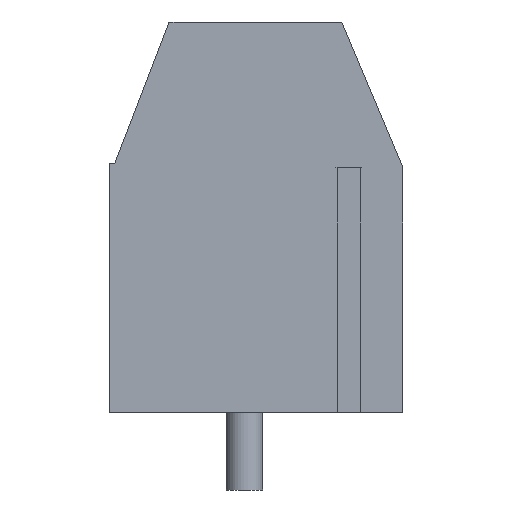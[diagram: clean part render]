
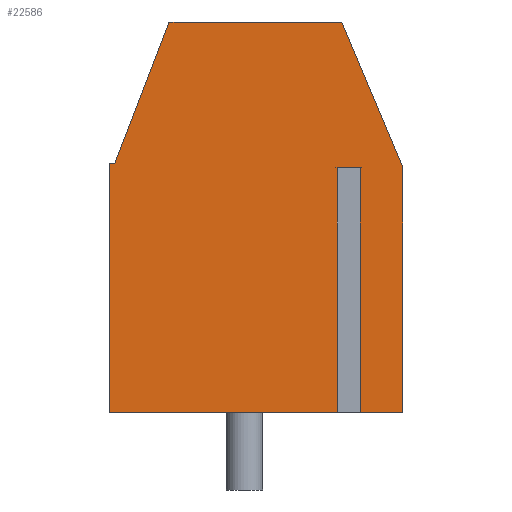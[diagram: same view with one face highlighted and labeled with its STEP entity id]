
A CAD part, front view. The second image highlights one B-rep face of the part: STEP entity #22586.
In plain terms, the highlighted planar face has unit normal (0, -1, 0).
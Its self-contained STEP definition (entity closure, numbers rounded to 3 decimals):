
#74 = CARTESIAN_POINT ( 'NONE',  ( 4.1, -27.5, 0. ) ) ;
#386 = ORIENTED_EDGE ( 'NONE', *, *, #4760, .T. ) ;
#535 = VERTEX_POINT ( 'NONE', #6304 ) ;
#868 = CARTESIAN_POINT ( 'NONE',  ( 2.395, -27.5, 6.33 ) ) ;
#902 = VECTOR ( 'NONE', #6664, 1000. ) ;
#1335 = EDGE_CURVE ( 'NONE', #8882, #18472, #12578, .T. ) ;
#1432 = VERTEX_POINT ( 'NONE', #15040 ) ;
#1486 = DIRECTION ( 'NONE',  ( -0.387, 0., 0.922 ) ) ;
#1614 = CARTESIAN_POINT ( 'NONE',  ( 2.52, -27.5, 10.1 ) ) ;
#1687 = VECTOR ( 'NONE', #5457, 1000. ) ;
#2060 = LINE ( 'NONE', #15400, #2219 ) ;
#2132 = VECTOR ( 'NONE', #1486, 1000. ) ;
#2219 = VECTOR ( 'NONE', #18990, 1000. ) ;
#2293 = CARTESIAN_POINT ( 'NONE',  ( -3.354, -27.5, 6.45 ) ) ;
#3325 = VECTOR ( 'NONE', #10539, 1000. ) ;
#3485 = EDGE_CURVE ( 'NONE', #7504, #15352, #2060, .T. ) ;
#3896 = CARTESIAN_POINT ( 'NONE',  ( 2.995, -27.5, 6.33 ) ) ;
#4150 = CARTESIAN_POINT ( 'NONE',  ( -1.95, -27.5, 10.1 ) ) ;
#4390 = VECTOR ( 'NONE', #8809, 1000. ) ;
#4705 = DIRECTION ( 'NONE',  ( 1., 0., 0. ) ) ;
#4760 = EDGE_CURVE ( 'NONE', #7486, #21813, #21734, .T. ) ;
#4923 = CARTESIAN_POINT ( 'NONE',  ( 0., -27.5, 6.33 ) ) ;
#4936 = CARTESIAN_POINT ( 'NONE',  ( 4.1, -27.5, 10.1 ) ) ;
#4952 = DIRECTION ( 'NONE',  ( -0.359, 0., -0.933 ) ) ;
#5426 = ORIENTED_EDGE ( 'NONE', *, *, #11408, .F. ) ;
#5457 = DIRECTION ( 'NONE',  ( 1., 0., 0. ) ) ;
#5622 = PLANE ( 'NONE',  #22777 ) ;
#5842 = CARTESIAN_POINT ( 'NONE',  ( -3.5, -27.5, 6.45 ) ) ;
#5940 = EDGE_CURVE ( 'NONE', #6211, #535, #17948, .T. ) ;
#5993 = FACE_OUTER_BOUND ( 'NONE', #19867, .T. ) ;
#6138 = ORIENTED_EDGE ( 'NONE', *, *, #22879, .F. ) ;
#6211 = VERTEX_POINT ( 'NONE', #13821 ) ;
#6304 = CARTESIAN_POINT ( 'NONE',  ( 2.395, -27.5, 0. ) ) ;
#6587 = LINE ( 'NONE', #21810, #10481 ) ;
#6664 = DIRECTION ( 'NONE',  ( -1., 0., 0. ) ) ;
#6752 = LINE ( 'NONE', #21856, #3325 ) ;
#6943 = VERTEX_POINT ( 'NONE', #8123 ) ;
#7486 = VERTEX_POINT ( 'NONE', #19333 ) ;
#7504 = VERTEX_POINT ( 'NONE', #3896 ) ;
#7814 = ORIENTED_EDGE ( 'NONE', *, *, #15278, .T. ) ;
#8007 = ORIENTED_EDGE ( 'NONE', *, *, #1335, .T. ) ;
#8123 = CARTESIAN_POINT ( 'NONE',  ( 4.1, -27.5, 6.33 ) ) ;
#8809 = DIRECTION ( 'NONE',  ( 0., 0., -1. ) ) ;
#8882 = VERTEX_POINT ( 'NONE', #4150 ) ;
#9739 = LINE ( 'NONE', #5842, #14075 ) ;
#10456 = EDGE_CURVE ( 'NONE', #6943, #17060, #14296, .T. ) ;
#10481 = VECTOR ( 'NONE', #4705, 1000. ) ;
#10539 = DIRECTION ( 'NONE',  ( 1., 0., 0. ) ) ;
#10641 = ORIENTED_EDGE ( 'NONE', *, *, #17552, .T. ) ;
#11000 = LINE ( 'NONE', #1614, #2132 ) ;
#11408 = EDGE_CURVE ( 'NONE', #7504, #6211, #23787, .T. ) ;
#11915 = DIRECTION ( 'NONE',  ( 0., 0., -1. ) ) ;
#12371 = EDGE_CURVE ( 'NONE', #15352, #17060, #18661, .T. ) ;
#12578 = LINE ( 'NONE', #12699, #15124 ) ;
#12699 = CARTESIAN_POINT ( 'NONE',  ( -3.4, -27.5, 6.33 ) ) ;
#13284 = DIRECTION ( 'NONE',  ( 0., 1., 0. ) ) ;
#13821 = CARTESIAN_POINT ( 'NONE',  ( 2.395, -27.5, 6.33 ) ) ;
#14075 = VECTOR ( 'NONE', #17190, 1000. ) ;
#14296 = LINE ( 'NONE', #4936, #4390 ) ;
#15040 = CARTESIAN_POINT ( 'NONE',  ( 2.52, -27.5, 10.1 ) ) ;
#15124 = VECTOR ( 'NONE', #4952, 1000. ) ;
#15278 = EDGE_CURVE ( 'NONE', #6943, #1432, #11000, .T. ) ;
#15352 = VERTEX_POINT ( 'NONE', #16561 ) ;
#15357 = CARTESIAN_POINT ( 'NONE',  ( -3.5, -27.5, 0. ) ) ;
#15400 = CARTESIAN_POINT ( 'NONE',  ( 2.995, -27.5, 6.33 ) ) ;
#15417 = EDGE_CURVE ( 'NONE', #7486, #18472, #9739, .T. ) ;
#16510 = ORIENTED_EDGE ( 'NONE', *, *, #10456, .F. ) ;
#16561 = CARTESIAN_POINT ( 'NONE',  ( 2.995, -27.5, 0. ) ) ;
#16860 = DIRECTION ( 'NONE',  ( 0., 0., 1. ) ) ;
#17060 = VERTEX_POINT ( 'NONE', #74 ) ;
#17190 = DIRECTION ( 'NONE',  ( 1., 0., 0. ) ) ;
#17552 = EDGE_CURVE ( 'NONE', #21813, #535, #6752, .T. ) ;
#17948 = LINE ( 'NONE', #868, #20711 ) ;
#18219 = ORIENTED_EDGE ( 'NONE', *, *, #12371, .T. ) ;
#18472 = VERTEX_POINT ( 'NONE', #2293 ) ;
#18661 = LINE ( 'NONE', #22302, #1687 ) ;
#18955 = CARTESIAN_POINT ( 'NONE',  ( -3.5, -27.5, 10.1 ) ) ;
#18990 = DIRECTION ( 'NONE',  ( 0., 0., -1. ) ) ;
#19333 = CARTESIAN_POINT ( 'NONE',  ( -3.5, -27.5, 6.45 ) ) ;
#19612 = CARTESIAN_POINT ( 'NONE',  ( -3.5, -27.5, 10.1 ) ) ;
#19867 = EDGE_LOOP ( 'NONE', ( #24340, #5426, #22998, #18219, #16510, #7814, #6138, #8007, #21688, #386, #10641 ) ) ;
#20711 = VECTOR ( 'NONE', #23723, 1000. ) ;
#20944 = VECTOR ( 'NONE', #11915, 1000. ) ;
#21688 = ORIENTED_EDGE ( 'NONE', *, *, #15417, .F. ) ;
#21734 = LINE ( 'NONE', #19612, #20944 ) ;
#21810 = CARTESIAN_POINT ( 'NONE',  ( -3.5, -27.5, 10.1 ) ) ;
#21813 = VERTEX_POINT ( 'NONE', #15357 ) ;
#21856 = CARTESIAN_POINT ( 'NONE',  ( -3.5, -27.5, 0. ) ) ;
#22302 = CARTESIAN_POINT ( 'NONE',  ( -3.5, -27.5, 0. ) ) ;
#22586 = ADVANCED_FACE ( 'NONE', ( #5993 ), #5622, .F. ) ;
#22777 = AXIS2_PLACEMENT_3D ( 'NONE', #18955, #13284, #16860 ) ;
#22879 = EDGE_CURVE ( 'NONE', #8882, #1432, #6587, .T. ) ;
#22998 = ORIENTED_EDGE ( 'NONE', *, *, #3485, .T. ) ;
#23723 = DIRECTION ( 'NONE',  ( 0., 0., -1. ) ) ;
#23787 = LINE ( 'NONE', #4923, #902 ) ;
#24340 = ORIENTED_EDGE ( 'NONE', *, *, #5940, .F. ) ;
